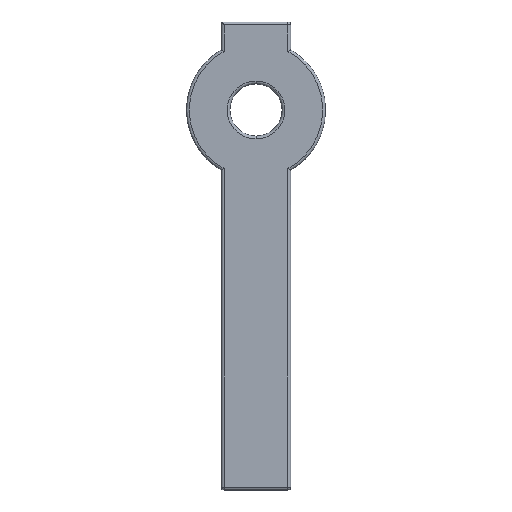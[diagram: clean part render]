
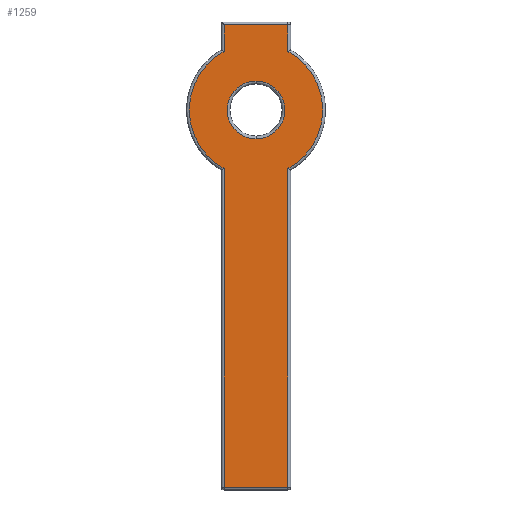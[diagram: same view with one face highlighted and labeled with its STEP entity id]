
A CAD part, front view. The second image highlights one B-rep face of the part: STEP entity #1259.
In plain terms, the highlighted planar face has unit normal (0, -1, 0).
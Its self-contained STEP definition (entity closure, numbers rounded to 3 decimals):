
#19 = CARTESIAN_POINT ( 'NONE',  ( 2.3, 0., -4.213 ) ) ;
#29 = DIRECTION ( 'NONE',  ( 1., 0., 0. ) ) ;
#37 = CARTESIAN_POINT ( 'NONE',  ( 0., 0., 0. ) ) ;
#43 = DIRECTION ( 'NONE',  ( 0., 0., 1. ) ) ;
#71 = ORIENTED_EDGE ( 'NONE', *, *, #649, .T. ) ;
#86 = VECTOR ( 'NONE', #819, 1000. ) ;
#116 = VERTEX_POINT ( 'NONE', #1177 ) ;
#119 = CARTESIAN_POINT ( 'NONE',  ( -2.3, 0., 6.13 ) ) ;
#126 = LINE ( 'NONE', #906, #963 ) ;
#133 = LINE ( 'NONE', #430, #791 ) ;
#159 = VERTEX_POINT ( 'NONE', #593 ) ;
#163 = EDGE_CURVE ( 'NONE', #1056, #529, #490, .T. ) ;
#211 = ORIENTED_EDGE ( 'NONE', *, *, #708, .T. ) ;
#237 = CARTESIAN_POINT ( 'NONE',  ( 2.3, 0., 4.213 ) ) ;
#252 = ORIENTED_EDGE ( 'NONE', *, *, #404, .T. ) ;
#253 = CARTESIAN_POINT ( 'NONE',  ( -2.3, 0., 0. ) ) ;
#263 = VERTEX_POINT ( 'NONE', #351 ) ;
#276 = DIRECTION ( 'NONE',  ( 0., 0., 1. ) ) ;
#278 = ORIENTED_EDGE ( 'NONE', *, *, #769, .T. ) ;
#290 = DIRECTION ( 'NONE',  ( 0., -1., 0. ) ) ;
#296 = EDGE_CURVE ( 'NONE', #1062, #454, #830, .T. ) ;
#329 = ORIENTED_EDGE ( 'NONE', *, *, #163, .T. ) ;
#348 = FACE_OUTER_BOUND ( 'NONE', #730, .T. ) ;
#351 = CARTESIAN_POINT ( 'NONE',  ( 2.3, 0., 6.13 ) ) ;
#361 = VERTEX_POINT ( 'NONE', #237 ) ;
#372 = CIRCLE ( 'NONE', #1091, 2.075 ) ;
#389 = CIRCLE ( 'NONE', #445, 4.8 ) ;
#404 = EDGE_CURVE ( 'NONE', #454, #524, #625, .T. ) ;
#422 = VECTOR ( 'NONE', #513, 1000. ) ;
#423 = CARTESIAN_POINT ( 'NONE',  ( 2.3, 0., -4.33 ) ) ;
#428 = DIRECTION ( 'NONE',  ( 0., 0., -1. ) ) ;
#430 = CARTESIAN_POINT ( 'NONE',  ( 2.3, 0., 0. ) ) ;
#445 = AXIS2_PLACEMENT_3D ( 'NONE', #37, #1042, #43 ) ;
#452 = DIRECTION ( 'NONE',  ( 0., 1., 0. ) ) ;
#454 = VERTEX_POINT ( 'NONE', #476 ) ;
#466 = AXIS2_PLACEMENT_3D ( 'NONE', #634, #521, #1211 ) ;
#467 = VERTEX_POINT ( 'NONE', #650 ) ;
#476 = CARTESIAN_POINT ( 'NONE',  ( -2.3, 0., 4.213 ) ) ;
#489 = DIRECTION ( 'NONE',  ( 0., 0., -1. ) ) ;
#490 = LINE ( 'NONE', #423, #422 ) ;
#500 = VECTOR ( 'NONE', #428, 1000. ) ;
#502 = VECTOR ( 'NONE', #489, 1000. ) ;
#513 = DIRECTION ( 'NONE',  ( 0., 0., 1. ) ) ;
#521 = DIRECTION ( 'NONE',  ( 0., 1., 0. ) ) ;
#524 = VERTEX_POINT ( 'NONE', #979 ) ;
#529 = VERTEX_POINT ( 'NONE', #19 ) ;
#541 = FACE_BOUND ( 'NONE', #605, .T. ) ;
#566 = LINE ( 'NONE', #969, #502 ) ;
#593 = CARTESIAN_POINT ( 'NONE',  ( 0., 0., 2.075 ) ) ;
#605 = EDGE_LOOP ( 'NONE', ( #1249, #619 ) ) ;
#619 = ORIENTED_EDGE ( 'NONE', *, *, #804, .T. ) ;
#625 = CIRCLE ( 'NONE', #924, 4.8 ) ;
#626 = CARTESIAN_POINT ( 'NONE',  ( 0., 0., 6.13 ) ) ;
#634 = CARTESIAN_POINT ( 'NONE',  ( 0., 0., 0. ) ) ;
#647 = CARTESIAN_POINT ( 'NONE',  ( 0., 0., 0. ) ) ;
#649 = EDGE_CURVE ( 'NONE', #116, #1056, #126, .T. ) ;
#650 = CARTESIAN_POINT ( 'NONE',  ( 0., 0., -2.075 ) ) ;
#664 = CARTESIAN_POINT ( 'NONE',  ( 0., 0., 0. ) ) ;
#708 = EDGE_CURVE ( 'NONE', #529, #361, #389, .T. ) ;
#730 = EDGE_LOOP ( 'NONE', ( #71, #329, #211, #910, #278, #1125, #252, #934 ) ) ;
#735 = PLANE ( 'NONE',  #466 ) ;
#769 = EDGE_CURVE ( 'NONE', #263, #1062, #1011, .T. ) ;
#791 = VECTOR ( 'NONE', #1118, 1000. ) ;
#804 = EDGE_CURVE ( 'NONE', #467, #159, #372, .T. ) ;
#819 = DIRECTION ( 'NONE',  ( -1., 0., 0. ) ) ;
#830 = LINE ( 'NONE', #253, #500 ) ;
#842 = DIRECTION ( 'NONE',  ( 0., 0., 1. ) ) ;
#850 = CIRCLE ( 'NONE', #894, 2.075 ) ;
#851 = DIRECTION ( 'NONE',  ( 0., 1., 0. ) ) ;
#868 = EDGE_CURVE ( 'NONE', #159, #467, #850, .T. ) ;
#894 = AXIS2_PLACEMENT_3D ( 'NONE', #964, #851, #951 ) ;
#897 = CARTESIAN_POINT ( 'NONE',  ( 2.3, 0., -27.13 ) ) ;
#906 = CARTESIAN_POINT ( 'NONE',  ( 2.5, 0., -27.13 ) ) ;
#910 = ORIENTED_EDGE ( 'NONE', *, *, #1201, .T. ) ;
#924 = AXIS2_PLACEMENT_3D ( 'NONE', #664, #290, #276 ) ;
#934 = ORIENTED_EDGE ( 'NONE', *, *, #944, .T. ) ;
#944 = EDGE_CURVE ( 'NONE', #524, #116, #566, .T. ) ;
#951 = DIRECTION ( 'NONE',  ( 0., 0., 1. ) ) ;
#963 = VECTOR ( 'NONE', #29, 1000. ) ;
#964 = CARTESIAN_POINT ( 'NONE',  ( 0., 0., 0. ) ) ;
#969 = CARTESIAN_POINT ( 'NONE',  ( -2.3, 0., 0. ) ) ;
#979 = CARTESIAN_POINT ( 'NONE',  ( -2.3, 0., -4.213 ) ) ;
#1011 = LINE ( 'NONE', #626, #86 ) ;
#1042 = DIRECTION ( 'NONE',  ( 0., -1., 0. ) ) ;
#1056 = VERTEX_POINT ( 'NONE', #897 ) ;
#1062 = VERTEX_POINT ( 'NONE', #119 ) ;
#1091 = AXIS2_PLACEMENT_3D ( 'NONE', #647, #452, #842 ) ;
#1118 = DIRECTION ( 'NONE',  ( 0., 0., 1. ) ) ;
#1125 = ORIENTED_EDGE ( 'NONE', *, *, #296, .T. ) ;
#1177 = CARTESIAN_POINT ( 'NONE',  ( -2.3, 0., -27.13 ) ) ;
#1201 = EDGE_CURVE ( 'NONE', #361, #263, #133, .T. ) ;
#1211 = DIRECTION ( 'NONE',  ( 0., 0., 1. ) ) ;
#1249 = ORIENTED_EDGE ( 'NONE', *, *, #868, .T. ) ;
#1259 = ADVANCED_FACE ( 'NONE', ( #541, #348 ), #735, .F. ) ;
